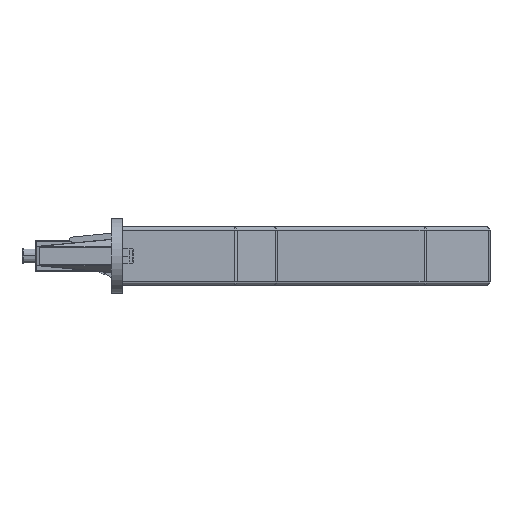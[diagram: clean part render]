
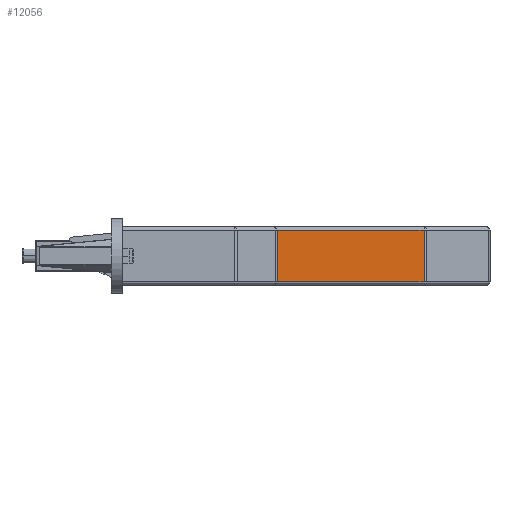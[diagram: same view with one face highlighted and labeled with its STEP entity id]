
A CAD part, front view. The second image highlights one B-rep face of the part: STEP entity #12056.
In plain terms, the highlighted planar face has unit normal (0, -1, 0).
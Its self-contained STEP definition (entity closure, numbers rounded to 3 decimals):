
#283 = VERTEX_POINT ( 'NONE', #10991 ) ;
#585 = CARTESIAN_POINT ( 'NONE',  ( 93.586, -14.7, -1.75 ) ) ;
#861 = VECTOR ( 'NONE', #6044, 1000. ) ;
#1011 = CARTESIAN_POINT ( 'NONE',  ( 93.586, -14.7, -0.75 ) ) ;
#1322 = ORIENTED_EDGE ( 'NONE', *, *, #20947, .F. ) ;
#1926 = DIRECTION ( 'NONE',  ( 0., -1., 0. ) ) ;
#2700 = CARTESIAN_POINT ( 'NONE',  ( 44.75, -14.7, 6. ) ) ;
#3765 = EDGE_CURVE ( 'NONE', #4457, #3868, #7500, .T. ) ;
#3868 = VERTEX_POINT ( 'NONE', #4259 ) ;
#4033 = CARTESIAN_POINT ( 'NONE',  ( 14., -14.7, -1.75 ) ) ;
#4259 = CARTESIAN_POINT ( 'NONE',  ( 14., -14.7, 12.75 ) ) ;
#4457 = VERTEX_POINT ( 'NONE', #8704 ) ;
#5522 = VERTEX_POINT ( 'NONE', #1011 ) ;
#6044 = DIRECTION ( 'NONE',  ( -1., 0., 0. ) ) ;
#6763 = DIRECTION ( 'NONE',  ( 1., 0., 0. ) ) ;
#6839 = ORIENTED_EDGE ( 'NONE', *, *, #18696, .T. ) ;
#7500 = LINE ( 'NONE', #4033, #20269 ) ;
#8704 = CARTESIAN_POINT ( 'NONE',  ( 14., -14.7, -0.75 ) ) ;
#8731 = VECTOR ( 'NONE', #21900, 1000. ) ;
#8738 = VERTEX_POINT ( 'NONE', #20173 ) ;
#8819 = EDGE_CURVE ( 'NONE', #5522, #20903, #14849, .T. ) ;
#9781 = DIRECTION ( 'NONE',  ( 0., 0., -1. ) ) ;
#10353 = LINE ( 'NONE', #22869, #14277 ) ;
#10697 = CIRCLE ( 'NONE', #13310, 1.75 ) ;
#10991 = CARTESIAN_POINT ( 'NONE',  ( 44.75, -14.7, 4.25 ) ) ;
#11100 = DIRECTION ( 'NONE',  ( 0., 0., 1. ) ) ;
#11295 = DIRECTION ( 'NONE',  ( 0., -1., 0. ) ) ;
#12056 = ADVANCED_FACE ( 'NONE', ( #13160, #18356 ), #21948, .T. ) ;
#12355 = ORIENTED_EDGE ( 'NONE', *, *, #17336, .F. ) ;
#12894 = ORIENTED_EDGE ( 'NONE', *, *, #8819, .T. ) ;
#13160 = FACE_BOUND ( 'NONE', #14403, .T. ) ;
#13310 = AXIS2_PLACEMENT_3D ( 'NONE', #14123, #1926, #14231 ) ;
#13324 = CARTESIAN_POINT ( 'NONE',  ( 93.586, -14.7, 12.75 ) ) ;
#14123 = CARTESIAN_POINT ( 'NONE',  ( 44.75, -14.7, 6. ) ) ;
#14231 = DIRECTION ( 'NONE',  ( 0., 0., -1. ) ) ;
#14277 = VECTOR ( 'NONE', #6763, 1000. ) ;
#14403 = EDGE_LOOP ( 'NONE', ( #12355, #1322 ) ) ;
#14421 = EDGE_CURVE ( 'NONE', #20903, #3868, #14856, .T. ) ;
#14849 = LINE ( 'NONE', #585, #8731 ) ;
#14856 = LINE ( 'NONE', #18088, #861 ) ;
#14890 = CARTESIAN_POINT ( 'NONE',  ( 14., -14.7, -1.75 ) ) ;
#15233 = DIRECTION ( 'NONE',  ( 0., -1., 0. ) ) ;
#17276 = AXIS2_PLACEMENT_3D ( 'NONE', #2700, #11295, #9781 ) ;
#17336 = EDGE_CURVE ( 'NONE', #283, #8738, #21708, .T. ) ;
#17453 = ORIENTED_EDGE ( 'NONE', *, *, #3765, .F. ) ;
#18021 = AXIS2_PLACEMENT_3D ( 'NONE', #14890, #15233, #22292 ) ;
#18088 = CARTESIAN_POINT ( 'NONE',  ( 14., -14.7, 12.75 ) ) ;
#18356 = FACE_OUTER_BOUND ( 'NONE', #20401, .T. ) ;
#18696 = EDGE_CURVE ( 'NONE', #4457, #5522, #10353, .T. ) ;
#20173 = CARTESIAN_POINT ( 'NONE',  ( 44.75, -14.7, 7.75 ) ) ;
#20269 = VECTOR ( 'NONE', #11100, 1000. ) ;
#20401 = EDGE_LOOP ( 'NONE', ( #17453, #6839, #12894, #21485 ) ) ;
#20903 = VERTEX_POINT ( 'NONE', #13324 ) ;
#20947 = EDGE_CURVE ( 'NONE', #8738, #283, #10697, .T. ) ;
#21485 = ORIENTED_EDGE ( 'NONE', *, *, #14421, .T. ) ;
#21708 = CIRCLE ( 'NONE', #17276, 1.75 ) ;
#21900 = DIRECTION ( 'NONE',  ( 0., 0., 1. ) ) ;
#21948 = PLANE ( 'NONE',  #18021 ) ;
#22292 = DIRECTION ( 'NONE',  ( 1., 0., 0. ) ) ;
#22869 = CARTESIAN_POINT ( 'NONE',  ( 94., -14.7, -0.75 ) ) ;
